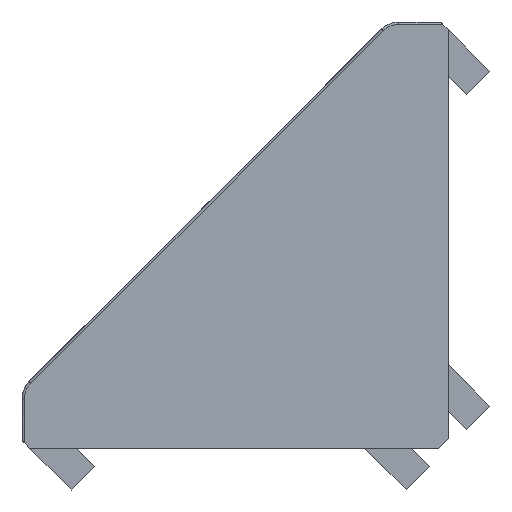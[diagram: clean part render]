
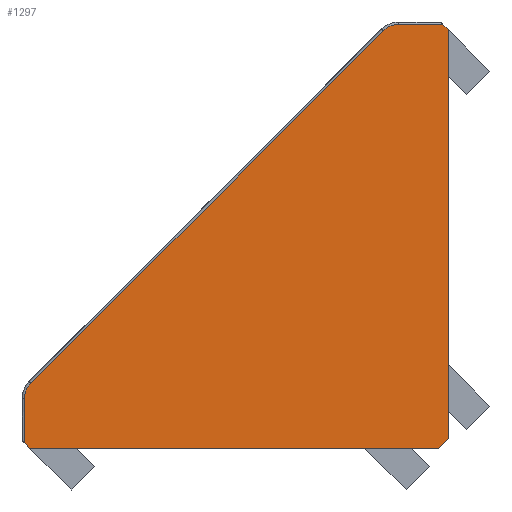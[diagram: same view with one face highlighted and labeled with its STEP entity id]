
A CAD part, left-side view. The second image highlights one B-rep face of the part: STEP entity #1297.
In plain terms, the highlighted planar face has unit normal (-1, 0, 0).
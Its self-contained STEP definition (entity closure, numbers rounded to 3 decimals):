
#31 = DIRECTION ( 'NONE',  ( 0., 0., 1. ) ) ;
#73 = CARTESIAN_POINT ( 'NONE',  ( -9., 0.424, 0. ) ) ;
#85 = DIRECTION ( 'NONE',  ( 0., 0., 1. ) ) ;
#165 = DIRECTION ( 'NONE',  ( 0., -0.707, 0.707 ) ) ;
#243 = ORIENTED_EDGE ( 'NONE', *, *, #3875, .T. ) ;
#299 = CARTESIAN_POINT ( 'NONE',  ( -9., 2.092, 17. ) ) ;
#363 = CARTESIAN_POINT ( 'NONE',  ( -9., 0., 0.424 ) ) ;
#404 = EDGE_CURVE ( 'NONE', #3370, #4039, #3085, .T. ) ;
#423 = EDGE_CURVE ( 'NONE', #1967, #3370, #2408, .T. ) ;
#428 = VECTOR ( 'NONE', #31, 1000. ) ;
#524 = ORIENTED_EDGE ( 'NONE', *, *, #1983, .T. ) ;
#560 = LINE ( 'NONE', #1934, #1728 ) ;
#567 = LINE ( 'NONE', #3373, #4048 ) ;
#613 = ORIENTED_EDGE ( 'NONE', *, *, #2271, .T. ) ;
#655 = CARTESIAN_POINT ( 'NONE',  ( -9., 0., 0.424 ) ) ;
#678 = CARTESIAN_POINT ( 'NONE',  ( -9., 17.9, 17. ) ) ;
#689 = DIRECTION ( 'NONE',  ( -1., 0., 0. ) ) ;
#732 = CARTESIAN_POINT ( 'NONE',  ( -9., 2.728, 17.636 ) ) ;
#849 = ORIENTED_EDGE ( 'NONE', *, *, #404, .T. ) ;
#988 = VERTEX_POINT ( 'NONE', #2121 ) ;
#1173 = VERTEX_POINT ( 'NONE', #4487 ) ;
#1297 = ADVANCED_FACE ( 'NONE', ( #3181 ), #4232, .T. ) ;
#1373 = DIRECTION ( 'NONE',  ( 0., 0., -1. ) ) ;
#1389 = DIRECTION ( 'NONE',  ( 0., -0.707, -0.707 ) ) ;
#1420 = CARTESIAN_POINT ( 'NONE',  ( -9., 17.9, 2.092 ) ) ;
#1479 = LINE ( 'NONE', #4258, #2960 ) ;
#1517 = CARTESIAN_POINT ( 'NONE',  ( -9., 17., 2.092 ) ) ;
#1521 = ORIENTED_EDGE ( 'NONE', *, *, #1696, .T. ) ;
#1532 = VERTEX_POINT ( 'NONE', #1420 ) ;
#1549 = VERTEX_POINT ( 'NONE', #3014 ) ;
#1582 = CIRCLE ( 'NONE', #2018, 0.9 ) ;
#1665 = ORIENTED_EDGE ( 'NONE', *, *, #423, .T. ) ;
#1671 = CARTESIAN_POINT ( 'NONE',  ( -9., 2.092, 17.9 ) ) ;
#1696 = EDGE_CURVE ( 'NONE', #1549, #988, #567, .T. ) ;
#1719 = AXIS2_PLACEMENT_3D ( 'NONE', #1751, #3132, #2501 ) ;
#1728 = VECTOR ( 'NONE', #3325, 1000. ) ;
#1747 = ORIENTED_EDGE ( 'NONE', *, *, #3355, .T. ) ;
#1751 = CARTESIAN_POINT ( 'NONE',  ( -9., 2.092, 17. ) ) ;
#1758 = LINE ( 'NONE', #363, #428 ) ;
#1789 = LINE ( 'NONE', #2113, #2237 ) ;
#1837 = ORIENTED_EDGE ( 'NONE', *, *, #3946, .T. ) ;
#1903 = VERTEX_POINT ( 'NONE', #4500 ) ;
#1934 = CARTESIAN_POINT ( 'NONE',  ( -9., -1.263, 16.414 ) ) ;
#1967 = VERTEX_POINT ( 'NONE', #3161 ) ;
#1983 = EDGE_CURVE ( 'NONE', #4039, #1173, #1479, .T. ) ;
#2018 = AXIS2_PLACEMENT_3D ( 'NONE', #1517, #2902, #85 ) ;
#2113 = CARTESIAN_POINT ( 'NONE',  ( -9., 18., 0.322 ) ) ;
#2121 = CARTESIAN_POINT ( 'NONE',  ( -9., 0.424, 0. ) ) ;
#2182 = EDGE_CURVE ( 'NONE', #3809, #1967, #560, .T. ) ;
#2193 = ORIENTED_EDGE ( 'NONE', *, *, #4456, .T. ) ;
#2206 = LINE ( 'NONE', #73, #2317 ) ;
#2222 = CARTESIAN_POINT ( 'NONE',  ( -9., 0., 17.678 ) ) ;
#2237 = VECTOR ( 'NONE', #1389, 1000. ) ;
#2244 = VERTEX_POINT ( 'NONE', #655 ) ;
#2271 = EDGE_CURVE ( 'NONE', #1532, #1903, #3389, .T. ) ;
#2317 = VECTOR ( 'NONE', #165, 1000. ) ;
#2408 = LINE ( 'NONE', #1671, #3011 ) ;
#2501 = DIRECTION ( 'NONE',  ( 0., 0., 1. ) ) ;
#2577 = DIRECTION ( 'NONE',  ( 0., 0.707, -0.707 ) ) ;
#2902 = DIRECTION ( 'NONE',  ( -1., 0., 0. ) ) ;
#2960 = VECTOR ( 'NONE', #2577, 1000. ) ;
#3011 = VECTOR ( 'NONE', #3104, 1000. ) ;
#3014 = CARTESIAN_POINT ( 'NONE',  ( -9., 17.678, 0. ) ) ;
#3068 = EDGE_LOOP ( 'NONE', ( #3118, #1665, #849, #524, #243, #613, #1747, #1521, #2193, #1837 ) ) ;
#3085 = CIRCLE ( 'NONE', #3748, 0.9 ) ;
#3104 = DIRECTION ( 'NONE',  ( 0., 1., 0. ) ) ;
#3118 = ORIENTED_EDGE ( 'NONE', *, *, #2182, .T. ) ;
#3132 = DIRECTION ( 'NONE',  ( -1., 0., 0. ) ) ;
#3161 = CARTESIAN_POINT ( 'NONE',  ( -9., 0.222, 17.9 ) ) ;
#3181 = FACE_OUTER_BOUND ( 'NONE', #3068, .T. ) ;
#3325 = DIRECTION ( 'NONE',  ( 0., 0.707, 0.707 ) ) ;
#3353 = DIRECTION ( 'NONE',  ( 0., -1., 0. ) ) ;
#3355 = EDGE_CURVE ( 'NONE', #1903, #1549, #1789, .T. ) ;
#3370 = VERTEX_POINT ( 'NONE', #3783 ) ;
#3373 = CARTESIAN_POINT ( 'NONE',  ( -9., 15.151, 0. ) ) ;
#3389 = LINE ( 'NONE', #678, #4052 ) ;
#3401 = DIRECTION ( 'NONE',  ( 0., 0., 1. ) ) ;
#3748 = AXIS2_PLACEMENT_3D ( 'NONE', #299, #689, #3401 ) ;
#3783 = CARTESIAN_POINT ( 'NONE',  ( -9., 2.092, 17.9 ) ) ;
#3809 = VERTEX_POINT ( 'NONE', #2222 ) ;
#3875 = EDGE_CURVE ( 'NONE', #1173, #1532, #1582, .T. ) ;
#3946 = EDGE_CURVE ( 'NONE', #2244, #3809, #1758, .T. ) ;
#4039 = VERTEX_POINT ( 'NONE', #732 ) ;
#4048 = VECTOR ( 'NONE', #3353, 1000. ) ;
#4052 = VECTOR ( 'NONE', #1373, 1000. ) ;
#4232 = PLANE ( 'NONE',  #1719 ) ;
#4258 = CARTESIAN_POINT ( 'NONE',  ( -9., 2.728, 17.636 ) ) ;
#4456 = EDGE_CURVE ( 'NONE', #988, #2244, #2206, .T. ) ;
#4487 = CARTESIAN_POINT ( 'NONE',  ( -9., 17.636, 2.728 ) ) ;
#4500 = CARTESIAN_POINT ( 'NONE',  ( -9., 17.9, 0.222 ) ) ;
